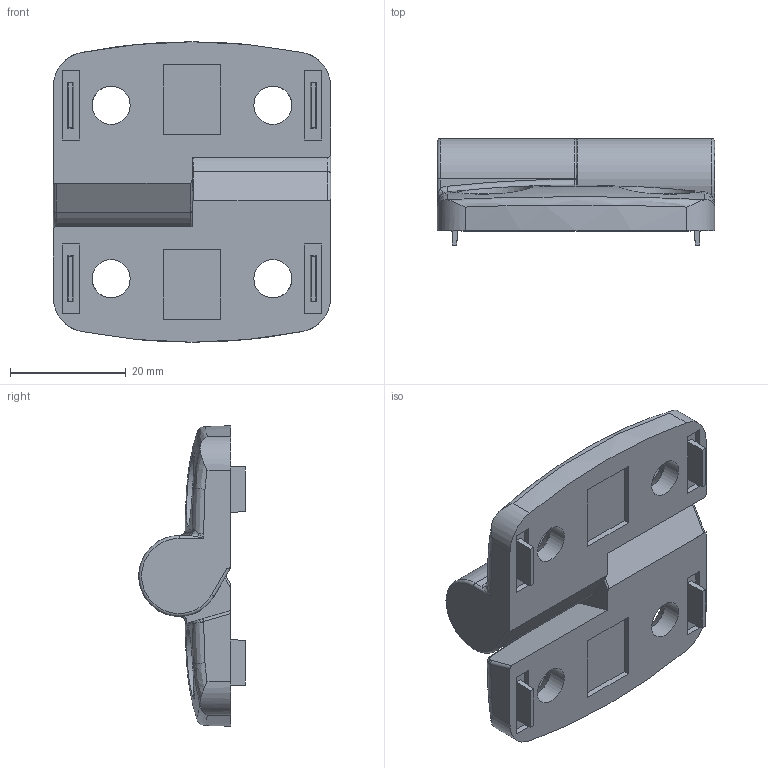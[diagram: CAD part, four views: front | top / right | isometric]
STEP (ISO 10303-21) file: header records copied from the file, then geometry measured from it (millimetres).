
FILE_DESCRIPTION (( 'STEP AP214' ), '1' );
FILE_NAME ('095k2525r00.STEP', '2014-12-11T09:35:51', ( 'Admin' ), ( 'Hewlett-Packard Company' ), 'SwSTEP 2.0', 'SolidWorks 2014', '' );
FILE_SCHEMA (( 'AUTOMOTIVE_DESIGN' ));
Length unit declared in the file: millimetre
Products named in the file (3): 095k2525r00; 095k25r00_095 k 25 r08; 095k-01_6-41
Assembly tree (3 placements, depth 2):
  095k2525r00
    095k25r00_095 k 25 r08  x2
    095k-01_6-41
Bounding box: 48 x 18.45 x 52 mm (x, y, z)
Volume: 18210.9 mm3; surface area: 9652.3 mm2
Topology: 3 solids, 3 shells, 153 faces, 375 edges, 236 vertices
Faces by surface type: plane 72, cylinder 33, bspline 28, torus 12, cone 8
Full cylindrical faces by diameter (mm): 6 x4, 6.2 x1, 6.6 x4
Entity records: 2861 total; most frequent: CARTESIAN_POINT 1025, ORIENTED_EDGE 362, DIRECTION 315, EDGE_CURVE 181, VERTEX_POINT 120, AXIS2_PLACEMENT_3D 115, EDGE_LOOP 101, FACE_OUTER_BOUND 87
